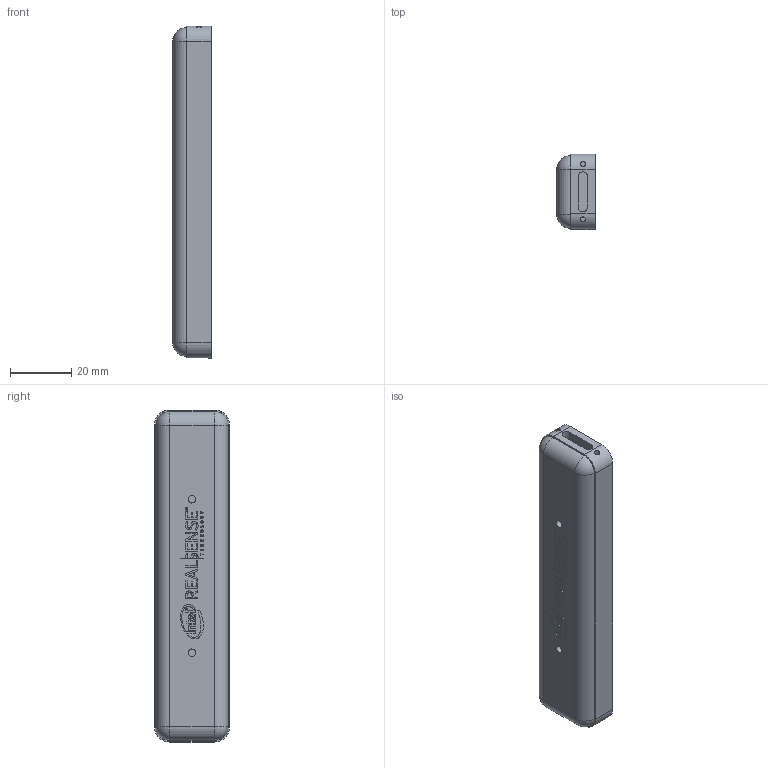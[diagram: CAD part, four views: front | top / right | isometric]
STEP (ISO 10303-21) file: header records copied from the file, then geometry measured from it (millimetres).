
FILE_DESCRIPTION(/* description */ (''),/* implementation_level */ '2;1');
FILE_NAME(/* name */ 'Intel RealSense T265.step',/* time_stamp */ '2020-09-15T09:05:06+06:00',/* author */ (''),/* organization */ (''),/* preprocessor_version */ 'ST-DEVELOPER v18.1',/* originating_system */ 'Autodesk Translation Framework v9.3.0.1241',/* authorisation */ '');
FILE_SCHEMA (('AUTOMOTIVE_DESIGN { 1 0 10303 214 3 1 1 }'));
Length unit declared in the file: millimetre
Products named in the file (3): Intel RealSense T265; body; cover
Assembly tree (2 placements, depth 2):
  Intel RealSense T265
    body
    cover
Bounding box: 12.5 x 24.5 x 108 mm (x, y, z)
Volume: 28640.7 mm3; surface area: 14229.8 mm2
Topology: 2 solids, 2 shells, 1030 faces, 2792 edges, 1858 vertices
Faces by surface type: plane 546, bspline 430, cylinder 48, sphere 4, cone 2
Full cylindrical faces by diameter (mm): 1.623 x2, 2.529 x2, 9 x2, 16.5 x2
Entity records: 33512 total; most frequent: CARTESIAN_POINT 11472, ORIENTED_EDGE 5584, DIRECTION 3238, EDGE_CURVE 2792, VERTEX_POINT 1858, LINE 1830, VECTOR 1830, EDGE_LOOP 1122
